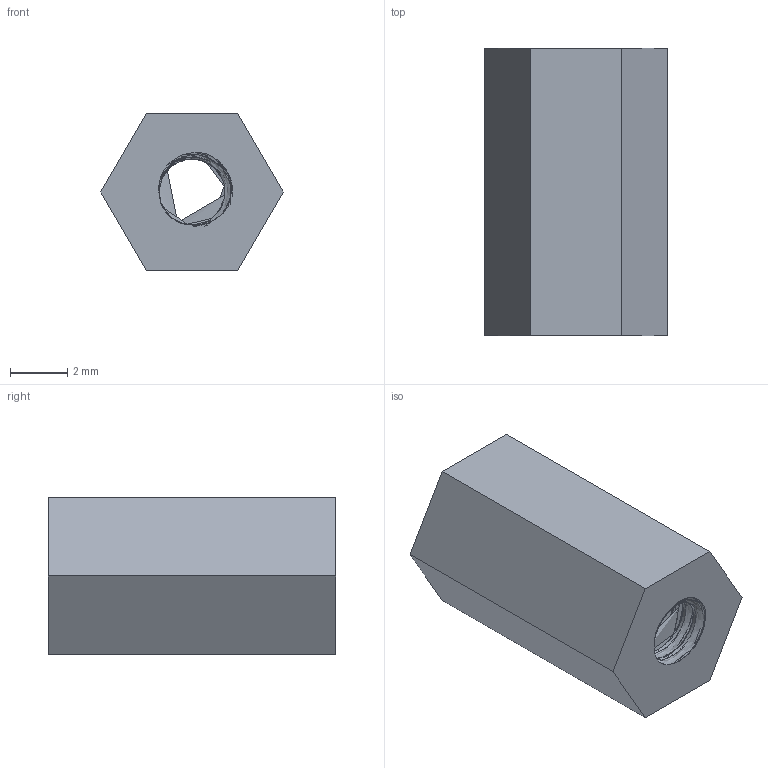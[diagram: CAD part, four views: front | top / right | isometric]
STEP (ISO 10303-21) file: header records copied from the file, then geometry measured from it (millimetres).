
FILE_DESCRIPTION (( 'STEP AP214' ), '1' );
FILE_NAME ('MTS-10S.STEP', '2023-11-09T08:37:36', ( '' ), ( '' ), 'SwSTEP 2.0', 'SolidWorks 2021', '' );
FILE_SCHEMA (( 'AUTOMOTIVE_DESIGN' ));
Length unit declared in the file: millimetre
Products named in the file (1): MTS-10S
Bounding box: 6.35 x 10 x 5.5 mm (x, y, z)
Volume: 211.4 mm3; surface area: 362.5 mm2
Topology: 1 solids, 1 shells, 53 faces, 151 edges, 100 vertices
Faces by surface type: cylinder 41, plane 9, bspline 3
Entity records: 4037 total; most frequent: CARTESIAN_POINT 2875, ORIENTED_EDGE 302, DIRECTION 172, EDGE_CURVE 151, VERTEX_POINT 100, LINE 62, VECTOR 62, EDGE_LOOP 55
